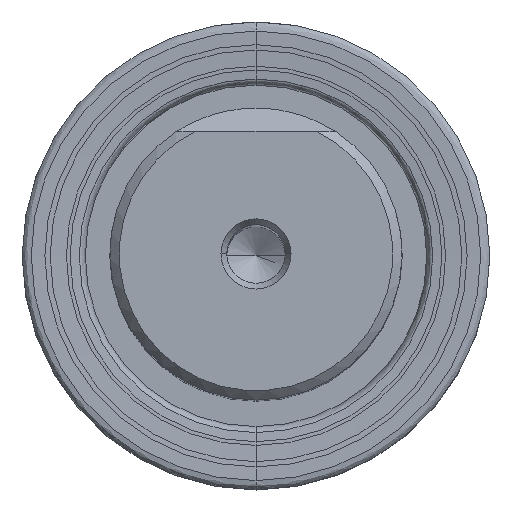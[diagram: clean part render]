
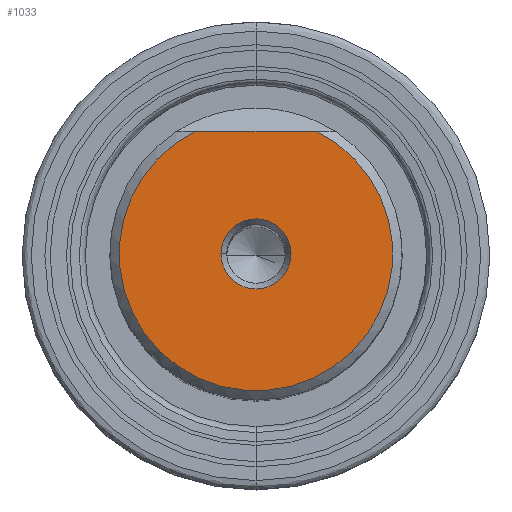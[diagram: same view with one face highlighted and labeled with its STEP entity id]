
A CAD part, top view. The second image highlights one B-rep face of the part: STEP entity #1033.
In plain terms, the highlighted face is planar.
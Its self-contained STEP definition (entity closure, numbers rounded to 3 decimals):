
#158=CARTESIAN_POINT('',(-5.161,10.5,0.));
#163=CARTESIAN_POINT('',(5.161,10.5,0.));
#173=CARTESIAN_POINT('',(0.,0.,0.));
#174=DIRECTION('',(0.,0.,-1.));
#175=DIRECTION('',(0.441,0.897,0.));
#176=AXIS2_PLACEMENT_3D('',#173,#174,#175);
#197=DIRECTION('',(-1.,0.,0.));
#198=VECTOR('',#197,10.323);
#199=CARTESIAN_POINT('',(5.161,10.5,0.));
#200=LINE('',#199,#198);
#204=CARTESIAN_POINT('',(0.,0.,0.));
#205=DIRECTION('',(0.,0.,-1.));
#206=DIRECTION('',(1.,0.,0.));
#207=AXIS2_PLACEMENT_3D('',#204,#205,#206);
#212=CARTESIAN_POINT('',(0.,0.,0.));
#213=DIRECTION('',(0.,0.,-1.));
#214=DIRECTION('',(-1.,0.,0.));
#215=AXIS2_PLACEMENT_3D('',#212,#213,#214);
#783=VERTEX_POINT('',#163);
#784=VERTEX_POINT('',#158);
#867=CARTESIAN_POINT('',(3.,0.,0.));
#868=CARTESIAN_POINT('',(-3.,0.,0.));
#869=VERTEX_POINT('',#867);
#870=VERTEX_POINT('',#868);
#1018=CARTESIAN_POINT('',(0.,0.,0.));
#1019=DIRECTION('',(0.,0.,-1.));
#1020=DIRECTION('',(0.,-1.,0.));
#1021=AXIS2_PLACEMENT_3D('',#1018,#1019,#1020);
#1022=PLANE('',#1021);
#1023=ORIENTED_EDGE('',*,*,#1009,.F.);
#1024=ORIENTED_EDGE('',*,*,#997,.T.);
#1025=EDGE_LOOP('',(#1023,#1024));
#1026=FACE_OUTER_BOUND('',#1025,.F.);
#1028=ORIENTED_EDGE('',*,*,#1027,.T.);
#1030=ORIENTED_EDGE('',*,*,#1029,.T.);
#1031=EDGE_LOOP('',(#1028,#1030));
#1032=FACE_BOUND('',#1031,.F.);
#177=CIRCLE('',#176,11.7);
#208=CIRCLE('',#207,3.);
#216=CIRCLE('',#215,3.);
#997=EDGE_CURVE('',#783,#784,#200,.T.);
#1009=EDGE_CURVE('',#783,#784,#177,.T.);
#1027=EDGE_CURVE('',#869,#870,#208,.T.);
#1029=EDGE_CURVE('',#870,#869,#216,.T.);
#1033=ADVANCED_FACE('',(#1026,#1032),#1022,.T.);
